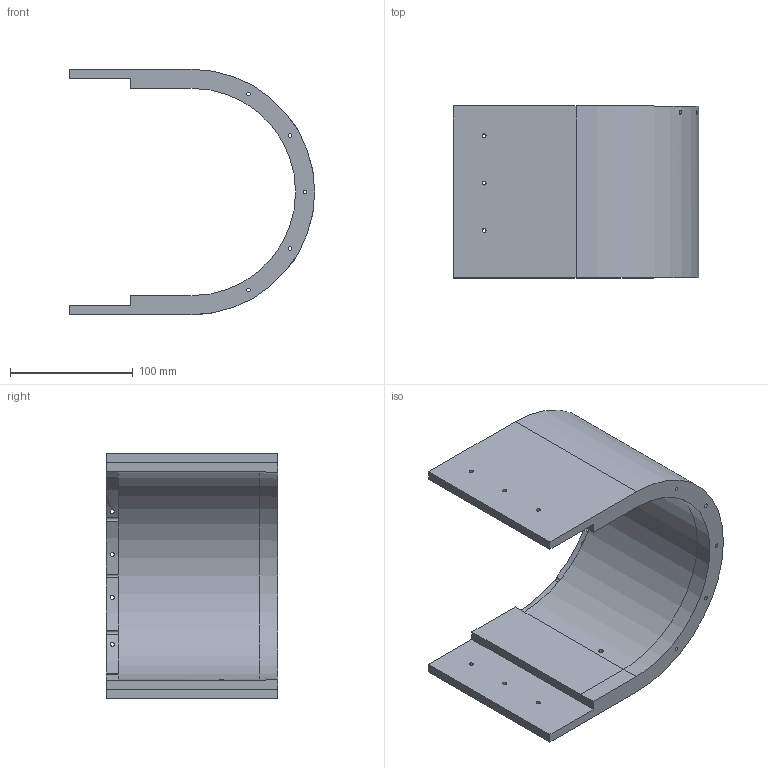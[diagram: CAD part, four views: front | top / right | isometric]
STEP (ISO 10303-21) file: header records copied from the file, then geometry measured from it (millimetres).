
FILE_DESCRIPTION(/* description */ (''),/* implementation_level */ '2;1');
FILE_NAME(/* name */ 'Chest-RightLowerMain.stp',/* time_stamp */ '2025-10-24T01:37:17-05:00',/* author */ ('aul12'),/* organization */ (''),/* preprocessor_version */ 'ST-DEVELOPER v19.2',/* originating_system */ 'Autodesk Inventor 2024',/* authorisation */ '');
FILE_SCHEMA (('AUTOMOTIVE_DESIGN { 1 0 10303 214 3 1 1 }'));
Length unit declared in the file: millimetre
Products named in the file (1): Chest
Bounding box: 200 x 140 x 200 mm (x, y, z)
Volume: 900888.2 mm3; surface area: 162341.5 mm2
Topology: 1 solids, 1 shells, 43 faces, 146 edges, 100 vertices
Faces by surface type: cylinder 25, plane 17, cone 1
Full cylindrical faces by diameter (mm): 3 x5, 3.25 x10, 3.5 x2
Entity records: 2084 total; most frequent: CARTESIAN_POINT 698, ORIENTED_EDGE 292, DIRECTION 259, EDGE_CURVE 146, VERTEX_POINT 100, AXIS2_PLACEMENT_3D 93, LINE 73, VECTOR 73
